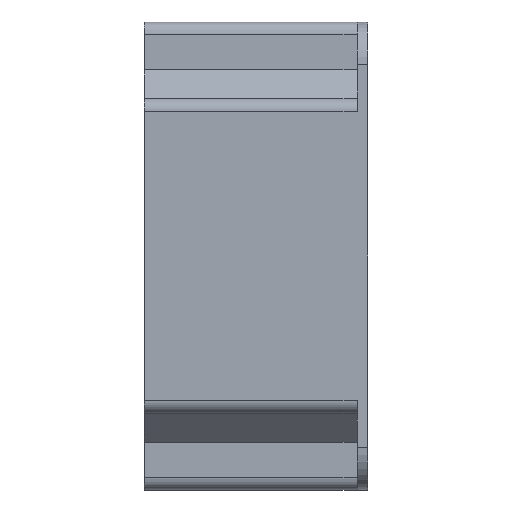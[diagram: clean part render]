
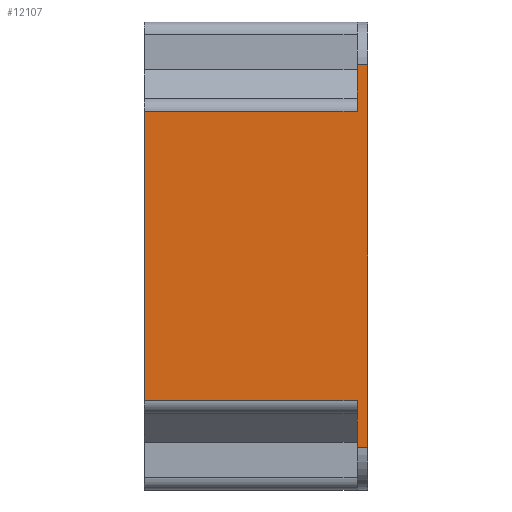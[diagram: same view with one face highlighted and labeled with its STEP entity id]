
A CAD part, left-side view. The second image highlights one B-rep face of the part: STEP entity #12107.
In plain terms, the highlighted planar face has unit normal (-1, 0, 0).
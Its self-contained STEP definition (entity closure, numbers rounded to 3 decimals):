
#219=FACE_OUTER_BOUND('',#897,.T.);
#897=EDGE_LOOP('',(#8567,#8568,#8569,#8570,#8571,#8572,#8573,#8574));
#1620=LINE('',#16326,#3346);
#2169=LINE('',#17438,#3895);
#2170=LINE('',#17440,#3896);
#2171=LINE('',#17442,#3897);
#2172=LINE('',#17444,#3898);
#2173=LINE('',#17446,#3899);
#2174=LINE('',#17448,#3900);
#2175=LINE('',#17449,#3901);
#3346=VECTOR('',#13347,68.);
#3895=VECTOR('',#13912,50.);
#3896=VECTOR('',#13913,11.);
#3897=VECTOR('',#13914,2.5);
#3898=VECTOR('',#13915,90.);
#3899=VECTOR('',#13916,2.5);
#3900=VECTOR('',#13917,11.);
#3901=VECTOR('',#13918,50.);
#5073=VERTEX_POINT('',#16323);
#5074=VERTEX_POINT('',#16325);
#5629=VERTEX_POINT('',#17437);
#5630=VERTEX_POINT('',#17439);
#5631=VERTEX_POINT('',#17441);
#5632=VERTEX_POINT('',#17443);
#5633=VERTEX_POINT('',#17445);
#5634=VERTEX_POINT('',#17447);
#6249=EDGE_CURVE('',#5073,#5074,#1620,.T.);
#6805=EDGE_CURVE('',#5073,#5629,#2169,.T.);
#6806=EDGE_CURVE('',#5630,#5629,#2170,.T.);
#6807=EDGE_CURVE('',#5630,#5631,#2171,.F.);
#6808=EDGE_CURVE('',#5631,#5632,#2172,.T.);
#6809=EDGE_CURVE('',#5632,#5633,#2173,.T.);
#6810=EDGE_CURVE('',#5634,#5633,#2174,.T.);
#6811=EDGE_CURVE('',#5634,#5074,#2175,.T.);
#8567=ORIENTED_EDGE('',*,*,#6249,.F.);
#8568=ORIENTED_EDGE('',*,*,#6805,.T.);
#8569=ORIENTED_EDGE('',*,*,#6806,.F.);
#8570=ORIENTED_EDGE('',*,*,#6807,.T.);
#8571=ORIENTED_EDGE('',*,*,#6808,.T.);
#8572=ORIENTED_EDGE('',*,*,#6809,.T.);
#8573=ORIENTED_EDGE('',*,*,#6810,.F.);
#8574=ORIENTED_EDGE('',*,*,#6811,.T.);
#11534=PLANE('',#12724);
#12107=ADVANCED_FACE('',(#219),#11534,.T.);
#12724=AXIS2_PLACEMENT_3D('',#17436,#13910,#13911);
#13347=DIRECTION('',(0.,0.,1.));
#13910=DIRECTION('center_axis',(-1.,0.,0.));
#13911=DIRECTION('ref_axis',(0.,0.,1.));
#13912=DIRECTION('',(0.,-1.,0.));
#13913=DIRECTION('',(0.,0.,1.));
#13914=DIRECTION('',(0.,1.,0.));
#13915=DIRECTION('',(0.,0.,1.));
#13916=DIRECTION('',(0.,1.,0.));
#13917=DIRECTION('',(0.,0.,1.));
#13918=DIRECTION('',(0.,1.,0.));
#16323=CARTESIAN_POINT('',(-55.,0.,-34.));
#16325=CARTESIAN_POINT('',(-55.,0.,34.));
#16326=CARTESIAN_POINT('',(-55.,0.,-34.));
#17436=CARTESIAN_POINT('Origin',(-55.,-52.5,-55.));
#17437=CARTESIAN_POINT('',(-55.,-50.,-34.));
#17438=CARTESIAN_POINT('',(-55.,0.,-34.));
#17439=CARTESIAN_POINT('',(-55.,-50.,-45.));
#17440=CARTESIAN_POINT('',(-55.,-50.,-45.));
#17441=CARTESIAN_POINT('',(-55.,-52.5,-45.));
#17442=CARTESIAN_POINT('',(-55.,-52.5,-45.));
#17443=CARTESIAN_POINT('',(-55.,-52.5,45.));
#17444=CARTESIAN_POINT('',(-55.,-52.5,-45.));
#17445=CARTESIAN_POINT('',(-55.,-50.,45.));
#17446=CARTESIAN_POINT('',(-55.,-52.5,45.));
#17447=CARTESIAN_POINT('',(-55.,-50.,34.));
#17448=CARTESIAN_POINT('',(-55.,-50.,34.));
#17449=CARTESIAN_POINT('',(-55.,-50.,34.));
